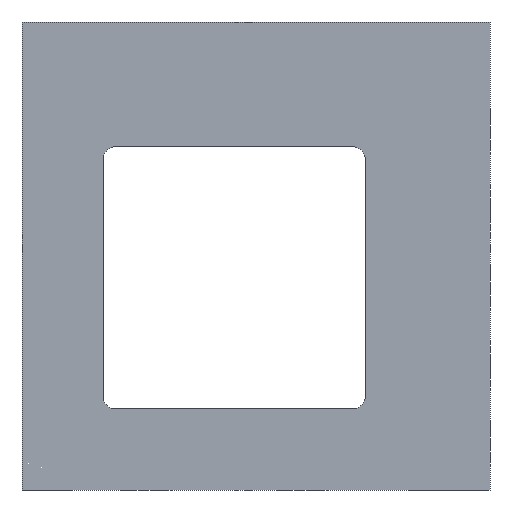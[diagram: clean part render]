
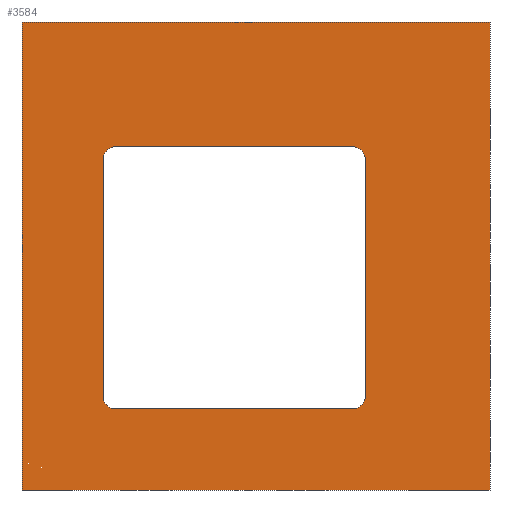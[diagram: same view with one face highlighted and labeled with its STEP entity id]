
A CAD part, front view. The second image highlights one B-rep face of the part: STEP entity #3584.
In plain terms, the highlighted planar face has unit normal (0, -1, 0).
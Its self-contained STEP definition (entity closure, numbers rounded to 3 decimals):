
#3332=EDGE_CURVE('',#8860,#5100,#9680,.T.);
#3334=EDGE_CURVE('',#9250,#8860,#9682,.T.);
#3584=ADVANCED_FACE('',(#9964,#9965),#9966,.T.);
#4108=EDGE_CURVE('',#7034,#7064,#10563,.T.);
#4170=EDGE_CURVE('',#8354,#5034,#10631,.T.);
#4224=EDGE_CURVE('',#7312,#9250,#10694,.T.);
#4364=VERTEX_POINT('',#10850);
#4388=VERTEX_POINT('',#10876);
#4662=EDGE_CURVE('',#8966,#8070,#11188,.T.);
#5034=VERTEX_POINT('',#11604);
#5100=VERTEX_POINT('',#11676);
#5422=EDGE_CURVE('',#4364,#4388,#12038,.T.);
#6338=EDGE_CURVE('',#5034,#8966,#13058,.T.);
#6680=EDGE_CURVE('',#5100,#4364,#13443,.T.);
#7034=VERTEX_POINT('',#13840);
#7064=VERTEX_POINT('',#13871);
#7312=VERTEX_POINT('',#14150);
#7484=EDGE_CURVE('',#4388,#7034,#14344,.T.);
#7848=EDGE_CURVE('',#8070,#8354,#14757,.T.);
#8070=VERTEX_POINT('',#15007);
#8354=VERTEX_POINT('',#15329);
#8860=VERTEX_POINT('',#15900);
#8966=VERTEX_POINT('',#16020);
#9250=VERTEX_POINT('',#16344);
#9316=EDGE_CURVE('',#7064,#7312,#16416,.T.);
#9680=CIRCLE('',#16842,4.);
#9682=LINE('',#16845,#16846);
#9964=FACE_BOUND('',#17206,.T.);
#9965=FACE_OUTER_BOUND('',#17207,.T.);
#9966=PLANE('',#17208);
#10563=CIRCLE('',#17975,4.);
#10631=LINE('',#18068,#18069);
#10694=CIRCLE('',#18146,4.);
#10850=CARTESIAN_POINT('',(-14.0,-24.0,106.0));
#10876=CARTESIAN_POINT('',(-10.,-24.0,110.0));
#11188=LINE('',#18787,#18788);
#11604=CARTESIAN_POINT('',(110.0,-24.0,150.0));
#11676=CARTESIAN_POINT('',(-14.0,-24.0,30.0));
#12038=CIRCLE('',#19894,4.);
#13058=LINE('',#21225,#21226);
#13443=LINE('',#21707,#21708);
#13840=CARTESIAN_POINT('',(66.0,-24.0,110.0));
#13871=CARTESIAN_POINT('',(70.0,-24.0,106.0));
#14150=CARTESIAN_POINT('',(70.,-24.0,30.));
#14344=LINE('',#22858,#22859);
#14757=LINE('',#23392,#23393);
#15007=CARTESIAN_POINT('',(-40.0,-24.0,0.0));
#15329=CARTESIAN_POINT('',(-40.0,-24.0,150.0));
#15900=CARTESIAN_POINT('',(-10.0,-24.0,26.));
#16020=CARTESIAN_POINT('',(110.0,-24.0,0.0));
#16344=CARTESIAN_POINT('',(66.0,-24.0,26.0));
#16416=LINE('',#25546,#25547);
#16842=AXIS2_PLACEMENT_3D('',#26063,#26064,#26065);
#16845=CARTESIAN_POINT('',(50.5,-24.0,26.0));
#16846=VECTOR('',#26066,1.0);
#17206=EDGE_LOOP('',(#26465,#26466,#26467,#26468,#26469,#26470,#26471,#26472));
#17207=EDGE_LOOP('',(#26473,#26474,#26475,#26476));
#17208=AXIS2_PLACEMENT_3D('',#26477,#26478,#26479);
#17975=AXIS2_PLACEMENT_3D('',#27352,#27353,#27354);
#18068=CARTESIAN_POINT('',(110.0,-24.0,150.0));
#18069=VECTOR('',#27440,1.0);
#18146=AXIS2_PLACEMENT_3D('',#27537,#27538,#27539);
#18787=CARTESIAN_POINT('',(-40.0,-24.0,0.0));
#18788=VECTOR('',#28219,1.0);
#19894=AXIS2_PLACEMENT_3D('',#29404,#29405,#29406);
#21225=CARTESIAN_POINT('',(110.0,-24.0,0.0));
#21226=VECTOR('',#30775,1.0);
#21707=CARTESIAN_POINT('',(-14.0,-24.0,52.5));
#21708=VECTOR('',#31295,1.0);
#22858=CARTESIAN_POINT('',(12.5,-24.0,110.0));
#22859=VECTOR('',#32515,1.0);
#23392=CARTESIAN_POINT('',(-40.0,-24.0,150.0));
#23393=VECTOR('',#33111,1.0);
#25546=CARTESIAN_POINT('',(70.0,-24.0,90.5));
#25547=VECTOR('',#35427,1.0);
#26063=CARTESIAN_POINT('',(-10.0,-24.0,30.));
#26064=DIRECTION('',(0.0,1.0,0.0));
#26065=DIRECTION('',(0.0,0.0,-1.0));
#26066=DIRECTION('',(-1.0,0.0,0.0));
#26465=ORIENTED_EDGE('',*,*,#3334,.T.);
#26466=ORIENTED_EDGE('',*,*,#3332,.T.);
#26467=ORIENTED_EDGE('',*,*,#6680,.T.);
#26468=ORIENTED_EDGE('',*,*,#5422,.T.);
#26469=ORIENTED_EDGE('',*,*,#7484,.T.);
#26470=ORIENTED_EDGE('',*,*,#4108,.T.);
#26471=ORIENTED_EDGE('',*,*,#9316,.T.);
#26472=ORIENTED_EDGE('',*,*,#4224,.T.);
#26473=ORIENTED_EDGE('',*,*,#4662,.F.);
#26474=ORIENTED_EDGE('',*,*,#6338,.F.);
#26475=ORIENTED_EDGE('',*,*,#4170,.F.);
#26476=ORIENTED_EDGE('',*,*,#7848,.F.);
#26477=CARTESIAN_POINT('',(35.0,-24.0,75.0));
#26478=DIRECTION('',(0.0,-1.0,0.0));
#26479=DIRECTION('',(1.0,0.0,0.0));
#27352=CARTESIAN_POINT('',(66.,-24.0,106.0));
#27353=DIRECTION('',(0.0,1.0,0.0));
#27354=DIRECTION('',(0.,0.0,1.0));
#27440=DIRECTION('',(1.0,0.0,0.0));
#27537=CARTESIAN_POINT('',(66.0,-24.0,30.));
#27538=DIRECTION('',(-0.0,1.0,0.0));
#27539=DIRECTION('',(1.0,0.0,0.));
#28219=DIRECTION('',(-1.0,0.0,0.0));
#29404=CARTESIAN_POINT('',(-10.,-24.0,106.0));
#29405=DIRECTION('',(0.0,1.0,0.0));
#29406=DIRECTION('',(-1.0,0.0,0.));
#30775=DIRECTION('',(0.0,0.0,-1.0));
#31295=DIRECTION('',(0.0,0.0,1.0));
#32515=DIRECTION('',(1.0,0.0,0.0));
#33111=DIRECTION('',(0.0,0.0,1.0));
#35427=DIRECTION('',(0.0,0.0,-1.0));
